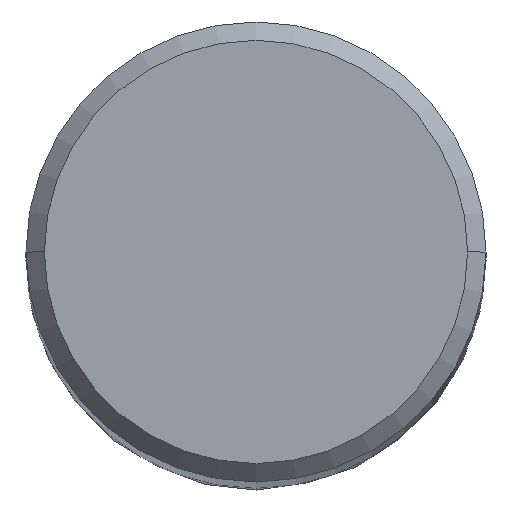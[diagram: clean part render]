
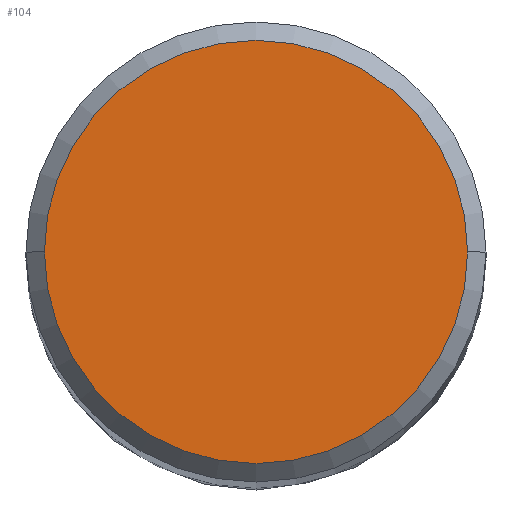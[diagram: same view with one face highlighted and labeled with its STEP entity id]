
A CAD part, top view. The second image highlights one B-rep face of the part: STEP entity #104.
In plain terms, the highlighted planar face has unit normal (0, 0, 1).
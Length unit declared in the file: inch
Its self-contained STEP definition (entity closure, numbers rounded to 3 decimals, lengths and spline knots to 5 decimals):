
#3 = FACE_OUTER_BOUND ( 'NONE', #308, .T. ) ;
#11 = DIRECTION ( 'NONE',  ( 1., 0., 0. ) ) ;
#12 = DIRECTION ( 'NONE',  ( 1., 0., 0. ) ) ;
#30 = CARTESIAN_POINT ( 'NONE',  ( 0., 0., 4. ) ) ;
#60 = DIRECTION ( 'NONE',  ( 1., 0., 0. ) ) ;
#67 = CARTESIAN_POINT ( 'NONE',  ( -0.1725, 0., 4. ) ) ;
#104 = ADVANCED_FACE ( 'NONE', ( #3 ), #218, .T. ) ;
#105 = CIRCLE ( 'NONE', #161, 0.1725 ) ;
#126 = ORIENTED_EDGE ( 'NONE', *, *, #326, .T. ) ;
#127 = ORIENTED_EDGE ( 'NONE', *, *, #207, .T. ) ;
#130 = AXIS2_PLACEMENT_3D ( 'NONE', #217, #320, #11 ) ;
#154 = VERTEX_POINT ( 'NONE', #297 ) ;
#161 = AXIS2_PLACEMENT_3D ( 'NONE', #280, #284, #12 ) ;
#207 = EDGE_CURVE ( 'NONE', #154, #262, #335, .T. ) ;
#217 = CARTESIAN_POINT ( 'NONE',  ( 0., 0., 4. ) ) ;
#218 = PLANE ( 'NONE',  #306 ) ;
#262 = VERTEX_POINT ( 'NONE', #67 ) ;
#280 = CARTESIAN_POINT ( 'NONE',  ( 0., 0., 4. ) ) ;
#284 = DIRECTION ( 'NONE',  ( 0., 0., 1. ) ) ;
#292 = DIRECTION ( 'NONE',  ( 0., 0., 1. ) ) ;
#297 = CARTESIAN_POINT ( 'NONE',  ( 0.1725, 0., 4. ) ) ;
#306 = AXIS2_PLACEMENT_3D ( 'NONE', #30, #292, #60 ) ;
#308 = EDGE_LOOP ( 'NONE', ( #126, #127 ) ) ;
#320 = DIRECTION ( 'NONE',  ( 0., 0., 1. ) ) ;
#326 = EDGE_CURVE ( 'NONE', #262, #154, #105, .T. ) ;
#335 = CIRCLE ( 'NONE', #130, 0.1725 ) ;
